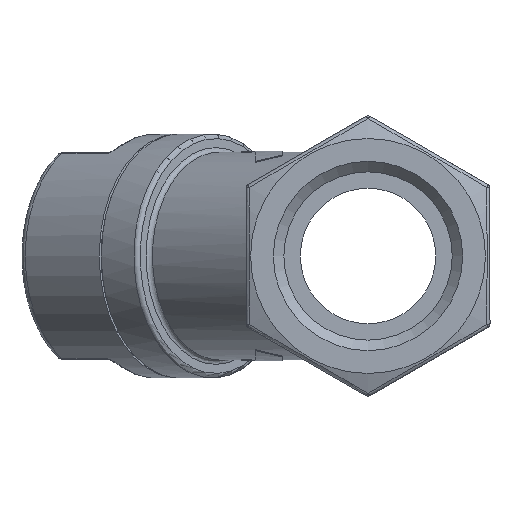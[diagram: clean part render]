
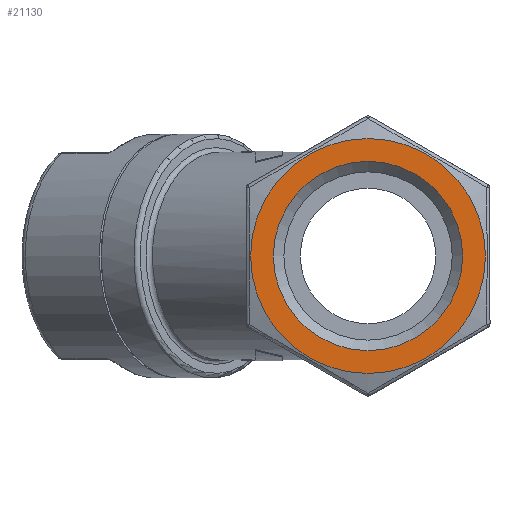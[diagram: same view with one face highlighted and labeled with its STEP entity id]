
A CAD part, left-side view. The second image highlights one B-rep face of the part: STEP entity #21130.
In plain terms, the highlighted planar face has unit normal (-1, 0, 0).
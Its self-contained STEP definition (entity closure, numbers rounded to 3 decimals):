
#7065 = EDGE_LOOP ( 'NONE', ( #22830 ) ) ;
#9333 = VERTEX_POINT ( 'NONE', #9336 ) ;
#9336 = CARTESIAN_POINT ( 'NONE',  ( 0., 0., -13. ) ) ;
#9337 = VERTEX_POINT ( 'NONE', #9340 ) ;
#9340 = CARTESIAN_POINT ( 'NONE',  ( 0., 0., 10.477 ) ) ;
#11250 = CARTESIAN_POINT ( 'NONE',  ( 0., 0., 0. ) ) ;
#11252 = DIRECTION ( 'NONE',  ( -1., 0., 0. ) ) ;
#11253 = DIRECTION ( 'NONE',  ( 0., 0., 1. ) ) ;
#14027 = CARTESIAN_POINT ( 'NONE',  ( 0., 0., 0. ) ) ;
#14028 = DIRECTION ( 'NONE',  ( 1., 0., 0. ) ) ;
#14029 = DIRECTION ( 'NONE',  ( 0., 0., -1. ) ) ;
#17601 = FACE_BOUND ( 'NONE', #28701, .T. ) ;
#17616 = FACE_OUTER_BOUND ( 'NONE', #7065, .T. ) ;
#17618 = PLANE ( 'NONE',  #25688 ) ;
#17627 = CARTESIAN_POINT ( 'NONE',  ( 0., 0., 0. ) ) ;
#17628 = DIRECTION ( 'NONE',  ( 1., 0., 0. ) ) ;
#17629 = DIRECTION ( 'NONE',  ( 0., 0., -1. ) ) ;
#20001 = EDGE_CURVE ( 'NONE', #9333, #9333, #20792, .T. ) ;
#20032 = EDGE_CURVE ( 'NONE', #9337, #9337, #20707, .T. ) ;
#20628 = AXIS2_PLACEMENT_3D ( 'NONE', #11250, #11252, #11253 ) ;
#20707 = CIRCLE ( 'NONE', #20628, 10.477 ) ;
#20792 = CIRCLE ( 'NONE', #20822, 13. ) ;
#20822 = AXIS2_PLACEMENT_3D ( 'NONE', #14027, #14028, #14029 ) ;
#21130 = ADVANCED_FACE ( 'NONE', ( #17616, #17601 ), #17618, .F. ) ;
#21815 = ORIENTED_EDGE ( 'NONE', *, *, #20032, .F. ) ;
#22830 = ORIENTED_EDGE ( 'NONE', *, *, #20001, .F. ) ;
#25688 = AXIS2_PLACEMENT_3D ( 'NONE', #17627, #17628, #17629 ) ;
#28701 = EDGE_LOOP ( 'NONE', ( #21815 ) ) ;
